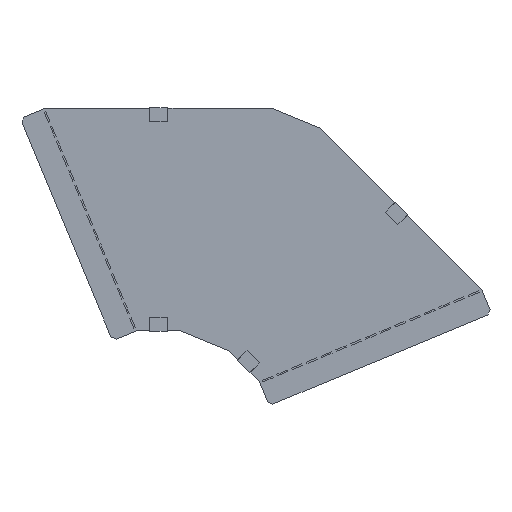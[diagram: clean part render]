
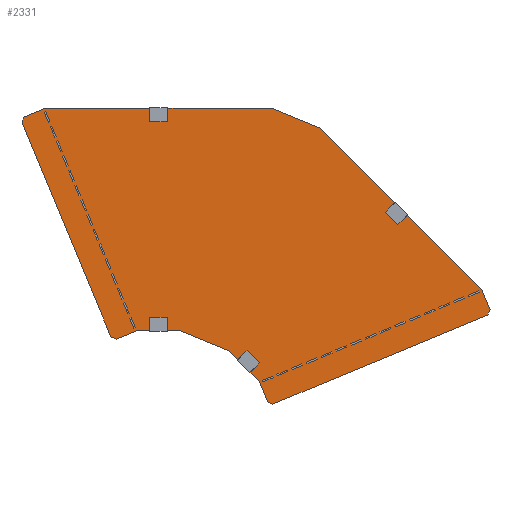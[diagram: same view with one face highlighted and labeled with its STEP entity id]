
A CAD part, top view. The second image highlights one B-rep face of the part: STEP entity #2331.
In plain terms, the highlighted planar face has unit normal (0, 0, 1).
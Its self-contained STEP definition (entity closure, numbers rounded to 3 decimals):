
#121=FACE_OUTER_BOUND('',#231,.T.);
#231=EDGE_LOOP('',(#1849,#1850,#1851,#1852,#1853,#1854,#1855,#1856,#1857,
#1858,#1859,#1860,#1861,#1862,#1863,#1864));
#446=LINE('',#3530,#806);
#448=LINE('',#3535,#808);
#449=LINE('',#3537,#809);
#450=LINE('',#3539,#810);
#451=LINE('',#3541,#811);
#452=LINE('',#3543,#812);
#453=LINE('',#3545,#813);
#454=LINE('',#3547,#814);
#455=LINE('',#3549,#815);
#456=LINE('',#3551,#816);
#457=LINE('',#3553,#817);
#458=LINE('',#3555,#818);
#459=LINE('',#3557,#819);
#460=LINE('',#3559,#820);
#461=LINE('',#3560,#821);
#462=LINE('',#3561,#822);
#806=VECTOR('',#2843,1.);
#808=VECTOR('',#2847,1.);
#809=VECTOR('',#2848,1.);
#810=VECTOR('',#2849,1.);
#811=VECTOR('',#2850,1.);
#812=VECTOR('',#2851,1.);
#813=VECTOR('',#2852,10.);
#814=VECTOR('',#2853,1.);
#815=VECTOR('',#2854,1.);
#816=VECTOR('',#2855,1.);
#817=VECTOR('',#2856,1.);
#818=VECTOR('',#2857,1.);
#819=VECTOR('',#2858,1.);
#820=VECTOR('',#2859,1.);
#821=VECTOR('',#2860,10.);
#822=VECTOR('',#2861,1.);
#1165=VERTEX_POINT('',#3527);
#1166=VERTEX_POINT('',#3529);
#1167=VERTEX_POINT('',#3533);
#1168=VERTEX_POINT('',#3534);
#1169=VERTEX_POINT('',#3536);
#1170=VERTEX_POINT('',#3538);
#1171=VERTEX_POINT('',#3540);
#1172=VERTEX_POINT('',#3542);
#1173=VERTEX_POINT('',#3544);
#1174=VERTEX_POINT('',#3546);
#1175=VERTEX_POINT('',#3548);
#1176=VERTEX_POINT('',#3550);
#1177=VERTEX_POINT('',#3552);
#1178=VERTEX_POINT('',#3554);
#1179=VERTEX_POINT('',#3556);
#1180=VERTEX_POINT('',#3558);
#1486=EDGE_CURVE('',#1166,#1165,#446,.T.);
#1488=EDGE_CURVE('',#1167,#1168,#448,.T.);
#1489=EDGE_CURVE('',#1169,#1167,#449,.T.);
#1490=EDGE_CURVE('',#1169,#1170,#450,.T.);
#1491=EDGE_CURVE('',#1171,#1170,#451,.T.);
#1492=EDGE_CURVE('',#1172,#1171,#452,.T.);
#1493=EDGE_CURVE('',#1173,#1172,#453,.T.);
#1494=EDGE_CURVE('',#1173,#1174,#454,.T.);
#1495=EDGE_CURVE('',#1174,#1175,#455,.T.);
#1496=EDGE_CURVE('',#1176,#1175,#456,.T.);
#1497=EDGE_CURVE('',#1176,#1177,#457,.T.);
#1498=EDGE_CURVE('',#1177,#1178,#458,.T.);
#1499=EDGE_CURVE('',#1178,#1179,#459,.T.);
#1500=EDGE_CURVE('',#1180,#1179,#460,.T.);
#1501=EDGE_CURVE('',#1180,#1166,#461,.T.);
#1502=EDGE_CURVE('',#1165,#1168,#462,.T.);
#1849=ORIENTED_EDGE('',*,*,#1488,.F.);
#1850=ORIENTED_EDGE('',*,*,#1489,.F.);
#1851=ORIENTED_EDGE('',*,*,#1490,.T.);
#1852=ORIENTED_EDGE('',*,*,#1491,.F.);
#1853=ORIENTED_EDGE('',*,*,#1492,.F.);
#1854=ORIENTED_EDGE('',*,*,#1493,.F.);
#1855=ORIENTED_EDGE('',*,*,#1494,.T.);
#1856=ORIENTED_EDGE('',*,*,#1495,.T.);
#1857=ORIENTED_EDGE('',*,*,#1496,.F.);
#1858=ORIENTED_EDGE('',*,*,#1497,.T.);
#1859=ORIENTED_EDGE('',*,*,#1498,.T.);
#1860=ORIENTED_EDGE('',*,*,#1499,.T.);
#1861=ORIENTED_EDGE('',*,*,#1500,.F.);
#1862=ORIENTED_EDGE('',*,*,#1501,.T.);
#1863=ORIENTED_EDGE('',*,*,#1486,.T.);
#1864=ORIENTED_EDGE('',*,*,#1502,.T.);
#2221=PLANE('',#2562);
#2331=ADVANCED_FACE('',(#121),#2221,.T.);
#2562=AXIS2_PLACEMENT_3D('',#3532,#2845,#2846);
#2843=DIRECTION('',(1.,0.,0.));
#2845=DIRECTION('center_axis',(0.,0.,1.));
#2846=DIRECTION('ref_axis',(-0.707,0.707,0.));
#2847=DIRECTION('',(-0.707,0.707,0.));
#2848=DIRECTION('',(-0.383,0.924,0.));
#2849=DIRECTION('',(0.924,-0.383,0.));
#2850=DIRECTION('',(-0.924,-0.383,0.));
#2851=DIRECTION('',(-0.383,-0.924,0.));
#2852=DIRECTION('',(0.383,-0.924,0.));
#2853=DIRECTION('',(-0.707,0.707,0.));
#2854=DIRECTION('',(-0.924,0.383,0.));
#2855=DIRECTION('',(1.,0.,0.));
#2856=DIRECTION('',(-0.924,-0.383,0.));
#2857=DIRECTION('',(-0.383,-0.924,0.));
#2858=DIRECTION('',(0.383,-0.924,0.));
#2859=DIRECTION('',(-0.924,0.383,0.));
#2860=DIRECTION('',(0.924,0.383,0.));
#2861=DIRECTION('',(0.924,-0.383,0.));
#3527=CARTESIAN_POINT('',(194.406,17.046,-0.2));
#3529=CARTESIAN_POINT('',(139.506,17.046,-0.2));
#3530=CARTESIAN_POINT('',(186.781,17.046,-0.2));
#3532=CARTESIAN_POINT('Origin',(274.053,-27.315,-0.2));
#3533=CARTESIAN_POINT('',(293.463,-46.725,-0.2));
#3534=CARTESIAN_POINT('',(254.643,-7.905,-0.2));
#3535=CARTESIAN_POINT('',(260.035,-13.296,-0.2));
#3536=CARTESIAN_POINT('',(304.026,-72.224,-0.2));
#3537=CARTESIAN_POINT('',(298.745,-59.474,-0.2));
#3538=CARTESIAN_POINT('',(310.558,-74.93,-0.2));
#3539=CARTESIAN_POINT('',(307.292,-73.577,-0.2));
#3540=CARTESIAN_POINT('',(580.331,36.814,-0.2));
#3541=CARTESIAN_POINT('',(445.445,-19.058,-0.2));
#3542=CARTESIAN_POINT('',(583.037,43.346,-0.2));
#3543=CARTESIAN_POINT('',(581.684,40.08,-0.2));
#3544=CARTESIAN_POINT('',(572.475,68.846,-0.2));
#3545=CARTESIAN_POINT('',(572.475,68.846,-0.2));
#3546=CARTESIAN_POINT('',(370.214,271.107,-0.2));
#3547=CARTESIAN_POINT('',(416.466,224.855,-0.2));
#3548=CARTESIAN_POINT('',(309.977,296.058,-0.2));
#3549=CARTESIAN_POINT('',(325.036,289.82,-0.2));
#3550=CARTESIAN_POINT('',(23.936,296.058,-0.2));
#3551=CARTESIAN_POINT('',(89.346,296.058,-0.2));
#3552=CARTESIAN_POINT('',(-1.563,285.496,-0.2));
#3553=CARTESIAN_POINT('',(11.186,290.777,-0.2));
#3554=CARTESIAN_POINT('',(-4.269,278.963,-0.2));
#3555=CARTESIAN_POINT('',(-2.916,282.229,-0.2));
#3556=CARTESIAN_POINT('',(107.475,9.19,-0.2));
#3557=CARTESIAN_POINT('',(51.603,144.077,-0.2));
#3558=CARTESIAN_POINT('',(114.007,6.484,-0.2));
#3559=CARTESIAN_POINT('',(110.741,7.837,-0.2));
#3560=CARTESIAN_POINT('',(114.007,6.484,-0.2));
#3561=CARTESIAN_POINT('',(209.466,10.809,-0.2));
